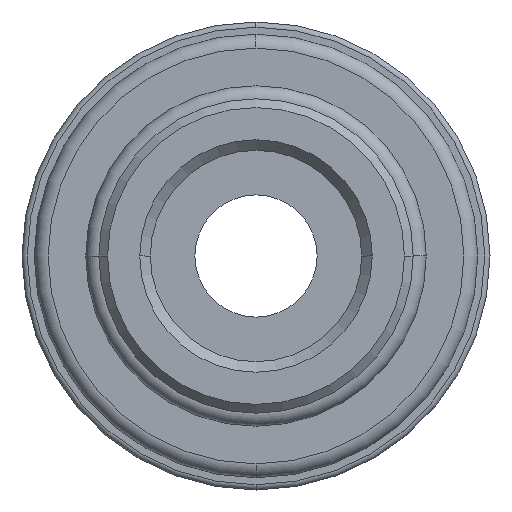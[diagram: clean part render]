
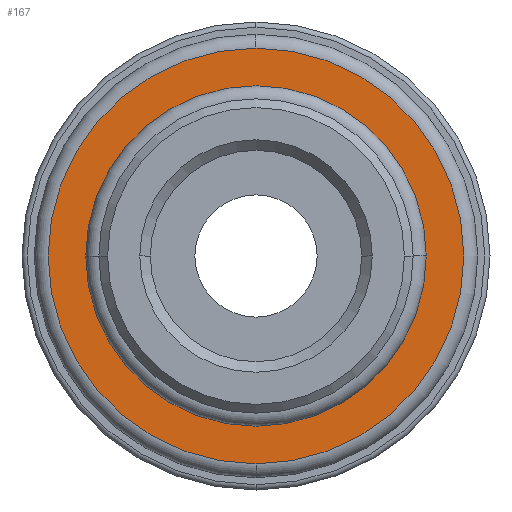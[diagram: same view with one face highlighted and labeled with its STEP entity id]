
A CAD part, front view. The second image highlights one B-rep face of the part: STEP entity #167.
In plain terms, the highlighted planar face has unit normal (0, -1, 0).
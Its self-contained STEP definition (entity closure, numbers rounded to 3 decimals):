
#167=ADVANCED_FACE('',(#383,#384),#385,.T.);
#383=FACE_BOUND('',#652,.T.);
#384=FACE_OUTER_BOUND('',#653,.T.);
#385=PLANE('',#654);
#652=EDGE_LOOP('',(#1075,#1076,#1077));
#653=EDGE_LOOP('',(#1078,#1079,#1080));
#654=AXIS2_PLACEMENT_3D('',#1081,#1082,#1083);
#1075=ORIENTED_EDGE('',*,*,#1533,.T.);
#1076=ORIENTED_EDGE('',*,*,#1670,.T.);
#1077=ORIENTED_EDGE('',*,*,#1534,.T.);
#1078=ORIENTED_EDGE('',*,*,#1560,.F.);
#1079=ORIENTED_EDGE('',*,*,#1559,.F.);
#1080=ORIENTED_EDGE('',*,*,#1609,.F.);
#1081=CARTESIAN_POINT('',(10.45,2.5,0.0));
#1082=DIRECTION('',(-0.0,-1.0,-0.0));
#1083=DIRECTION('',(-1.0,0.0,0.0));
#1533=EDGE_CURVE('',#1807,#1805,#1808,.T.);
#1534=EDGE_CURVE('',#1809,#1807,#1810,.T.);
#1559=EDGE_CURVE('',#1849,#1852,#1853,.T.);
#1560=EDGE_CURVE('',#1852,#1854,#1855,.T.);
#1609=EDGE_CURVE('',#1854,#1849,#1934,.T.);
#1670=EDGE_CURVE('',#1805,#1809,#2026,.T.);
#1805=VERTEX_POINT('',#2196);
#1807=VERTEX_POINT('',#2198);
#1808=CIRCLE('',#2199,9.75);
#1809=VERTEX_POINT('',#2200);
#1810=CIRCLE('',#2201,9.75);
#1849=VERTEX_POINT('',#2254);
#1852=VERTEX_POINT('',#2257);
#1853=CIRCLE('',#2258,11.9);
#1854=VERTEX_POINT('',#2259);
#1855=CIRCLE('',#2260,11.9);
#1934=CIRCLE('',#2405,11.9);
#2026=CIRCLE('',#2518,9.75);
#2196=CARTESIAN_POINT('',(9.75,2.5,0.));
#2198=CARTESIAN_POINT('',(0.,2.5,9.75));
#2199=AXIS2_PLACEMENT_3D('',#2768,#2769,#2770);
#2200=CARTESIAN_POINT('',(-9.75,2.5,0.));
#2201=AXIS2_PLACEMENT_3D('',#2771,#2772,#2773);
#2254=CARTESIAN_POINT('',(0.,2.5,11.9));
#2257=CARTESIAN_POINT('',(11.9,2.5,0.0));
#2258=AXIS2_PLACEMENT_3D('',#2822,#2823,#2824);
#2259=CARTESIAN_POINT('',(0.,2.5,-11.9));
#2260=AXIS2_PLACEMENT_3D('',#2825,#2826,#2827);
#2405=AXIS2_PLACEMENT_3D('',#2905,#2906,#2907);
#2518=AXIS2_PLACEMENT_3D('',#3020,#3021,#3022);
#2768=CARTESIAN_POINT('',(0.0,2.5,0.0));
#2769=DIRECTION('',(0.0,1.0,0.0));
#2770=DIRECTION('',(0.0,0.0,-1.0));
#2771=CARTESIAN_POINT('',(0.0,2.5,0.0));
#2772=DIRECTION('',(0.0,1.0,0.0));
#2773=DIRECTION('',(0.0,0.0,-1.0));
#2822=CARTESIAN_POINT('',(0.0,2.5,0.0));
#2823=DIRECTION('',(-0.0,1.0,0.0));
#2824=DIRECTION('',(1.0,0.0,0.0));
#2825=CARTESIAN_POINT('',(0.0,2.5,0.0));
#2826=DIRECTION('',(-0.0,1.0,0.0));
#2827=DIRECTION('',(1.0,0.0,0.0));
#2905=CARTESIAN_POINT('',(0.0,2.5,0.0));
#2906=DIRECTION('',(-0.0,1.0,0.0));
#2907=DIRECTION('',(1.0,0.0,0.0));
#3020=CARTESIAN_POINT('',(0.0,2.5,0.0));
#3021=DIRECTION('',(0.0,1.0,0.0));
#3022=DIRECTION('',(0.0,0.0,-1.0));
